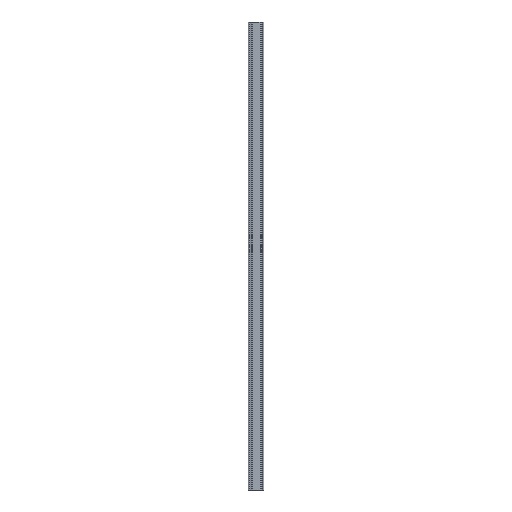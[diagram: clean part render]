
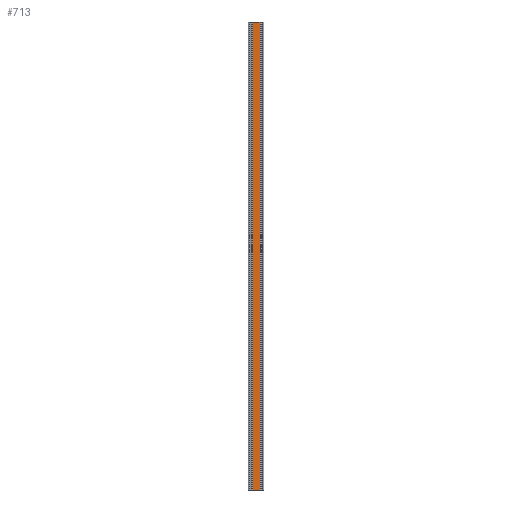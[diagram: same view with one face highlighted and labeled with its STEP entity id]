
A CAD part, left-side view. The second image highlights one B-rep face of the part: STEP entity #713.
In plain terms, the highlighted planar face has unit normal (-1, 0, 0).
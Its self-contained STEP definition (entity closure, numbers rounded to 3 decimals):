
#37=PLANE('',#772);
#73=FACE_OUTER_BOUND('',#109,.T.);
#109=EDGE_LOOP('',(#598,#599,#600,#601));
#112=LINE('',#977,#194);
#191=LINE('',#1172,#273);
#192=LINE('',#1174,#274);
#193=LINE('',#1175,#275);
#194=VECTOR('',#781,1000.);
#273=VECTOR('',#962,1000.);
#274=VECTOR('',#965,15.8);
#275=VECTOR('',#966,15.8);
#297=VERTEX_POINT('',#974);
#298=VERTEX_POINT('',#976);
#362=VERTEX_POINT('',#1168);
#363=VERTEX_POINT('',#1170);
#365=EDGE_CURVE('',#297,#298,#112,.T.);
#463=EDGE_CURVE('',#362,#363,#191,.T.);
#464=EDGE_CURVE('',#297,#362,#192,.T.);
#465=EDGE_CURVE('',#298,#363,#193,.T.);
#598=ORIENTED_EDGE('',*,*,#464,.T.);
#599=ORIENTED_EDGE('',*,*,#463,.T.);
#600=ORIENTED_EDGE('',*,*,#465,.F.);
#601=ORIENTED_EDGE('',*,*,#365,.F.);
#713=ADVANCED_FACE('',(#73),#37,.T.);
#772=AXIS2_PLACEMENT_3D('',#1173,#963,#964);
#781=DIRECTION('',(0.,0.,1.));
#962=DIRECTION('',(0.,0.,1.));
#963=DIRECTION('center_axis',(-1.,0.,0.));
#964=DIRECTION('ref_axis',(0.,-1.,0.));
#965=DIRECTION('',(0.,-1.,0.));
#966=DIRECTION('',(0.,-1.,0.));
#974=CARTESIAN_POINT('',(-5.252,14.7,0.));
#976=CARTESIAN_POINT('',(-5.252,14.7,1000.));
#977=CARTESIAN_POINT('',(-5.252,14.7,0.));
#1168=CARTESIAN_POINT('',(-5.252,-1.1,0.));
#1170=CARTESIAN_POINT('',(-5.252,-1.1,1000.));
#1172=CARTESIAN_POINT('',(-5.252,-1.1,0.));
#1173=CARTESIAN_POINT('Origin',(-5.252,14.7,0.));
#1174=CARTESIAN_POINT('',(-5.252,14.7,0.));
#1175=CARTESIAN_POINT('',(-5.252,14.7,1000.));
